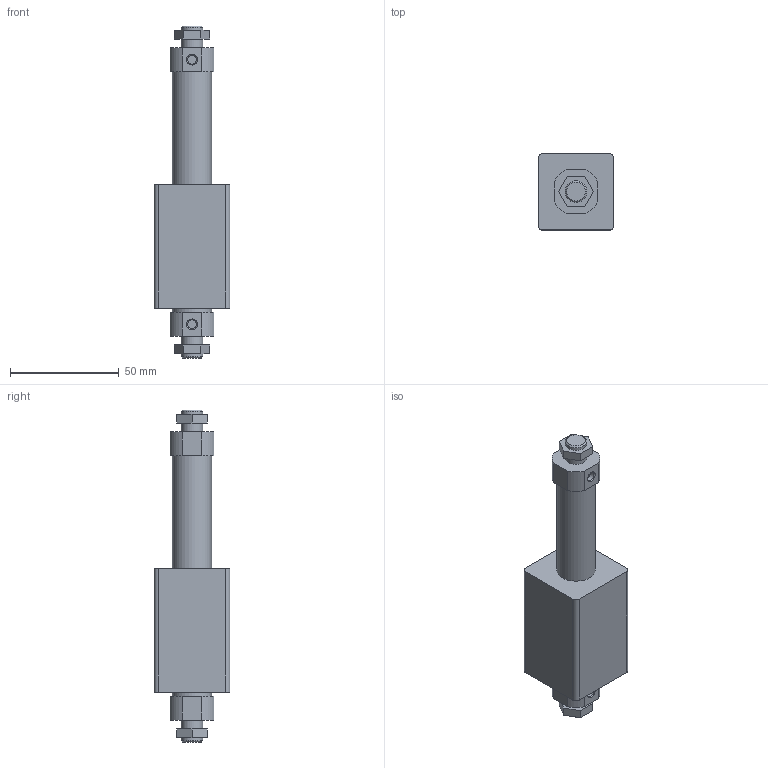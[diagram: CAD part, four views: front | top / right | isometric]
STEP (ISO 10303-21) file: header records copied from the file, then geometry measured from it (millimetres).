
FILE_DESCRIPTION( ( 'STEP AP203' ), '1' );
FILE_NAME( 'ESW16x50(0).stp', '2021-10-12T02:32:07', ( 'License CC BY-ND 4.0' ), ( 'CADENAS' ), ' ', 'PARTsolutions', ' ' );
FILE_SCHEMA( ( 'CONFIG_CONTROL_DESIGN' ) );
Length unit declared in the file: millimetre
Products named in the file (3): ESW16x50(0); _ESW16x50(0_dummy).boby; _ESW16x50(0_dummy).rod
Assembly tree (2 placements, depth 2):
  ESW16x50(0)
    _ESW16x50(0_dummy).boby
    _ESW16x50(0_dummy).rod
Bounding box: 35 x 35 x 153 mm (x, y, z)
Volume: 93222.7 mm3; surface area: 23045.1 mm2
Topology: 2 solids, 2 shells, 80 faces, 176 edges, 114 vertices
Faces by surface type: plane 42, cylinder 24, cone 14
Full cylindrical faces by diameter (mm): 3.242 x4, 4.134 x2, 10 x4, 18 x2
Entity records: 2148 total; most frequent: DIRECTION 374, CARTESIAN_POINT 339, ORIENTED_EDGE 292, EDGE_CURVE 146, AXIS2_PLACEMENT_3D 145, EDGE_LOOP 122, VERTEX_POINT 110, FACE_OUTER_BOUND 92
